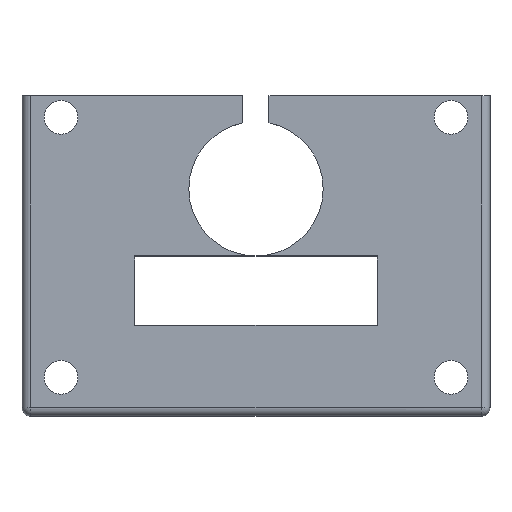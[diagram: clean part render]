
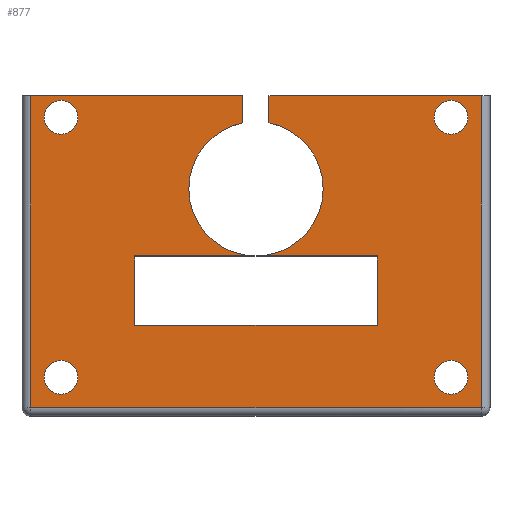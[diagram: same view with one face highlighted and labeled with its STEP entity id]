
A CAD part, top view. The second image highlights one B-rep face of the part: STEP entity #877.
In plain terms, the highlighted planar face has unit normal (0, 0, 1).
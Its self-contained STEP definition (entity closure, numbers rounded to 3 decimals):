
#61=CARTESIAN_POINT('Vertex',(-1.5,18.5,2.)) ;
#66=CARTESIAN_POINT('Line Origine',(-1.5,16.927,2.)) ;
#70=CARTESIAN_POINT('Vertex',(-1.5,15.353,2.)) ;
#101=CARTESIAN_POINT('Vertex',(1.5,15.353,2.)) ;
#106=CARTESIAN_POINT('Line Origine',(1.5,16.927,2.)) ;
#110=CARTESIAN_POINT('Vertex',(1.5,18.5,2.)) ;
#141=CARTESIAN_POINT('Vertex',(20.55,16.,2.)) ;
#146=CARTESIAN_POINT('Axis2P3D Location',(22.5,16.,2.)) ;
#150=CARTESIAN_POINT('Vertex',(24.45,16.,2.)) ;
#172=CARTESIAN_POINT('Axis2P3D Location',(22.5,16.,2.)) ;
#198=CARTESIAN_POINT('Vertex',(-20.55,16.,2.)) ;
#203=CARTESIAN_POINT('Axis2P3D Location',(-22.5,16.,2.)) ;
#207=CARTESIAN_POINT('Vertex',(-24.45,16.,2.)) ;
#229=CARTESIAN_POINT('Axis2P3D Location',(-22.5,16.,2.)) ;
#255=CARTESIAN_POINT('Vertex',(20.55,-14.,2.)) ;
#260=CARTESIAN_POINT('Axis2P3D Location',(22.5,-14.,2.)) ;
#264=CARTESIAN_POINT('Vertex',(24.45,-14.,2.)) ;
#286=CARTESIAN_POINT('Axis2P3D Location',(22.5,-14.,2.)) ;
#312=CARTESIAN_POINT('Vertex',(-20.55,-14.,2.)) ;
#317=CARTESIAN_POINT('Axis2P3D Location',(-22.5,-14.,2.)) ;
#321=CARTESIAN_POINT('Vertex',(-24.45,-14.,2.)) ;
#343=CARTESIAN_POINT('Axis2P3D Location',(-22.5,-14.,2.)) ;
#369=CARTESIAN_POINT('Vertex',(-26.,18.5,2.)) ;
#374=CARTESIAN_POINT('Line Origine',(-13.75,18.5,2.)) ;
#405=CARTESIAN_POINT('Vertex',(26.,18.5,2.)) ;
#420=CARTESIAN_POINT('Line Origine',(13.75,18.5,2.)) ;
#469=CARTESIAN_POINT('Line Origine',(26.,0.,2.)) ;
#473=CARTESIAN_POINT('Vertex',(26.,-17.5,2.)) ;
#601=CARTESIAN_POINT('Line Origine',(-26.,0.,2.)) ;
#605=CARTESIAN_POINT('Vertex',(-26.,-17.5,2.)) ;
#656=CARTESIAN_POINT('Line Origine',(0.,-17.5,2.)) ;
#793=CARTESIAN_POINT('Axis2P3D Location',(0.,0.,2.)) ;
#798=CARTESIAN_POINT('Axis2P3D Location',(0.,7.75,2.)) ;
#802=CARTESIAN_POINT('Vertex',(0.,0.,2.)) ;
#805=CARTESIAN_POINT('Axis2P3D Location',(0.,7.75,2.)) ;
#821=CARTESIAN_POINT('Line Origine',(7.,0.,2.)) ;
#825=CARTESIAN_POINT('Vertex',(14.,0.,2.)) ;
#828=CARTESIAN_POINT('Line Origine',(14.,-4.,2.)) ;
#832=CARTESIAN_POINT('Vertex',(14.,-8.,2.)) ;
#835=CARTESIAN_POINT('Line Origine',(0.,-8.,2.)) ;
#839=CARTESIAN_POINT('Vertex',(-14.,-8.,2.)) ;
#842=CARTESIAN_POINT('Line Origine',(-14.,-4.,2.)) ;
#846=CARTESIAN_POINT('Vertex',(-14.,0.,2.)) ;
#849=CARTESIAN_POINT('Line Origine',(-7.,0.,2.)) ;
#67=DIRECTION('Vector Direction',(0.,-1.,0.)) ;
#107=DIRECTION('Vector Direction',(0.,1.,0.)) ;
#147=DIRECTION('Axis2P3D Direction',(0.,0.,1.)) ;
#173=DIRECTION('Axis2P3D Direction',(0.,0.,1.)) ;
#204=DIRECTION('Axis2P3D Direction',(0.,0.,1.)) ;
#230=DIRECTION('Axis2P3D Direction',(0.,0.,1.)) ;
#261=DIRECTION('Axis2P3D Direction',(0.,0.,1.)) ;
#287=DIRECTION('Axis2P3D Direction',(0.,0.,1.)) ;
#318=DIRECTION('Axis2P3D Direction',(0.,0.,1.)) ;
#344=DIRECTION('Axis2P3D Direction',(0.,0.,1.)) ;
#375=DIRECTION('Vector Direction',(1.,0.,0.)) ;
#421=DIRECTION('Vector Direction',(1.,0.,0.)) ;
#470=DIRECTION('Vector Direction',(0.,-1.,0.)) ;
#602=DIRECTION('Vector Direction',(0.,1.,0.)) ;
#657=DIRECTION('Vector Direction',(-1.,0.,0.)) ;
#794=DIRECTION('Axis2P3D Direction',(0.,0.,1.)) ;
#795=DIRECTION('Axis2P3D XDirection',(1.,0.,0.)) ;
#799=DIRECTION('Axis2P3D Direction',(0.,0.,1.)) ;
#806=DIRECTION('Axis2P3D Direction',(0.,0.,1.)) ;
#822=DIRECTION('Vector Direction',(1.,0.,0.)) ;
#829=DIRECTION('Vector Direction',(0.,1.,0.)) ;
#836=DIRECTION('Vector Direction',(-1.,0.,0.)) ;
#843=DIRECTION('Vector Direction',(0.,-1.,0.)) ;
#850=DIRECTION('Vector Direction',(1.,0.,0.)) ;
#148=AXIS2_PLACEMENT_3D('Circle Axis2P3D',#146,#147,$) ;
#174=AXIS2_PLACEMENT_3D('Circle Axis2P3D',#172,#173,$) ;
#205=AXIS2_PLACEMENT_3D('Circle Axis2P3D',#203,#204,$) ;
#231=AXIS2_PLACEMENT_3D('Circle Axis2P3D',#229,#230,$) ;
#262=AXIS2_PLACEMENT_3D('Circle Axis2P3D',#260,#261,$) ;
#288=AXIS2_PLACEMENT_3D('Circle Axis2P3D',#286,#287,$) ;
#319=AXIS2_PLACEMENT_3D('Circle Axis2P3D',#317,#318,$) ;
#345=AXIS2_PLACEMENT_3D('Circle Axis2P3D',#343,#344,$) ;
#796=AXIS2_PLACEMENT_3D('Plane Axis2P3D',#793,#794,#795) ;
#800=AXIS2_PLACEMENT_3D('Circle Axis2P3D',#798,#799,$) ;
#807=AXIS2_PLACEMENT_3D('Circle Axis2P3D',#805,#806,$) ;
#811=ORIENTED_EDGE('',*,*,#804,.F.) ;
#812=ORIENTED_EDGE('',*,*,#72,.F.) ;
#813=ORIENTED_EDGE('',*,*,#378,.T.) ;
#814=ORIENTED_EDGE('',*,*,#607,.T.) ;
#815=ORIENTED_EDGE('',*,*,#660,.T.) ;
#816=ORIENTED_EDGE('',*,*,#475,.T.) ;
#817=ORIENTED_EDGE('',*,*,#424,.T.) ;
#818=ORIENTED_EDGE('',*,*,#112,.F.) ;
#819=ORIENTED_EDGE('',*,*,#809,.F.) ;
#855=ORIENTED_EDGE('',*,*,#827,.F.) ;
#856=ORIENTED_EDGE('',*,*,#834,.F.) ;
#857=ORIENTED_EDGE('',*,*,#841,.F.) ;
#858=ORIENTED_EDGE('',*,*,#848,.F.) ;
#859=ORIENTED_EDGE('',*,*,#853,.F.) ;
#862=ORIENTED_EDGE('',*,*,#323,.F.) ;
#863=ORIENTED_EDGE('',*,*,#347,.F.) ;
#866=ORIENTED_EDGE('',*,*,#209,.F.) ;
#867=ORIENTED_EDGE('',*,*,#233,.F.) ;
#870=ORIENTED_EDGE('',*,*,#152,.F.) ;
#871=ORIENTED_EDGE('',*,*,#176,.F.) ;
#874=ORIENTED_EDGE('',*,*,#266,.F.) ;
#875=ORIENTED_EDGE('',*,*,#290,.F.) ;
#860=FACE_BOUND('',#854,.T.) ;
#864=FACE_BOUND('',#861,.T.) ;
#868=FACE_BOUND('',#865,.T.) ;
#872=FACE_BOUND('',#869,.T.) ;
#876=FACE_BOUND('',#873,.T.) ;
#68=VECTOR('Line Direction',#67,1.) ;
#108=VECTOR('Line Direction',#107,1.) ;
#376=VECTOR('Line Direction',#375,1.) ;
#422=VECTOR('Line Direction',#421,1.) ;
#471=VECTOR('Line Direction',#470,1.) ;
#603=VECTOR('Line Direction',#602,1.) ;
#658=VECTOR('Line Direction',#657,1.) ;
#823=VECTOR('Line Direction',#822,1.) ;
#830=VECTOR('Line Direction',#829,1.) ;
#837=VECTOR('Line Direction',#836,1.) ;
#844=VECTOR('Line Direction',#843,1.) ;
#851=VECTOR('Line Direction',#850,1.) ;
#877=ADVANCED_FACE('\X2\96F64EF651E04F554F53\X0\',(#820,#860,#864,#868,#872,#876),#797,.T.) ;
#149=CIRCLE('generated circle',#148,1.95) ;
#175=CIRCLE('generated circle',#174,1.95) ;
#206=CIRCLE('generated circle',#205,1.95) ;
#232=CIRCLE('generated circle',#231,1.95) ;
#263=CIRCLE('generated circle',#262,1.95) ;
#289=CIRCLE('generated circle',#288,1.95) ;
#320=CIRCLE('generated circle',#319,1.95) ;
#346=CIRCLE('generated circle',#345,1.95) ;
#801=CIRCLE('generated circle',#800,7.75) ;
#808=CIRCLE('generated circle',#807,7.75) ;
#72=EDGE_CURVE('',#62,#71,#69,.T.) ;
#112=EDGE_CURVE('',#102,#111,#109,.T.) ;
#152=EDGE_CURVE('',#142,#151,#149,.T.) ;
#176=EDGE_CURVE('',#151,#142,#175,.T.) ;
#209=EDGE_CURVE('',#199,#208,#206,.T.) ;
#233=EDGE_CURVE('',#208,#199,#232,.T.) ;
#266=EDGE_CURVE('',#256,#265,#263,.T.) ;
#290=EDGE_CURVE('',#265,#256,#289,.T.) ;
#323=EDGE_CURVE('',#313,#322,#320,.T.) ;
#347=EDGE_CURVE('',#322,#313,#346,.T.) ;
#378=EDGE_CURVE('',#62,#370,#377,.F.) ;
#424=EDGE_CURVE('',#406,#111,#423,.F.) ;
#475=EDGE_CURVE('',#474,#406,#472,.F.) ;
#607=EDGE_CURVE('',#370,#606,#604,.F.) ;
#660=EDGE_CURVE('',#606,#474,#659,.F.) ;
#804=EDGE_CURVE('',#71,#803,#801,.T.) ;
#809=EDGE_CURVE('',#803,#102,#808,.T.) ;
#827=EDGE_CURVE('',#826,#803,#824,.F.) ;
#834=EDGE_CURVE('',#833,#826,#831,.T.) ;
#841=EDGE_CURVE('',#840,#833,#838,.F.) ;
#848=EDGE_CURVE('',#847,#840,#845,.T.) ;
#853=EDGE_CURVE('',#803,#847,#852,.F.) ;
#810=EDGE_LOOP('',(#811,#812,#813,#814,#815,#816,#817,#818,#819)) ;
#854=EDGE_LOOP('',(#855,#856,#857,#858,#859)) ;
#861=EDGE_LOOP('',(#862,#863)) ;
#865=EDGE_LOOP('',(#866,#867)) ;
#869=EDGE_LOOP('',(#870,#871)) ;
#873=EDGE_LOOP('',(#874,#875)) ;
#820=FACE_OUTER_BOUND('',#810,.T.) ;
#69=LINE('Line',#66,#68) ;
#109=LINE('Line',#106,#108) ;
#377=LINE('Line',#374,#376) ;
#423=LINE('Line',#420,#422) ;
#472=LINE('Line',#469,#471) ;
#604=LINE('Line',#601,#603) ;
#659=LINE('Line',#656,#658) ;
#824=LINE('Line',#821,#823) ;
#831=LINE('Line',#828,#830) ;
#838=LINE('Line',#835,#837) ;
#845=LINE('Line',#842,#844) ;
#852=LINE('Line',#849,#851) ;
#797=PLANE('',#796) ;
#62=VERTEX_POINT('',#61) ;
#71=VERTEX_POINT('',#70) ;
#102=VERTEX_POINT('',#101) ;
#111=VERTEX_POINT('',#110) ;
#142=VERTEX_POINT('',#141) ;
#151=VERTEX_POINT('',#150) ;
#199=VERTEX_POINT('',#198) ;
#208=VERTEX_POINT('',#207) ;
#256=VERTEX_POINT('',#255) ;
#265=VERTEX_POINT('',#264) ;
#313=VERTEX_POINT('',#312) ;
#322=VERTEX_POINT('',#321) ;
#370=VERTEX_POINT('',#369) ;
#406=VERTEX_POINT('',#405) ;
#474=VERTEX_POINT('',#473) ;
#606=VERTEX_POINT('',#605) ;
#803=VERTEX_POINT('',#802) ;
#826=VERTEX_POINT('',#825) ;
#833=VERTEX_POINT('',#832) ;
#840=VERTEX_POINT('',#839) ;
#847=VERTEX_POINT('',#846) ;
